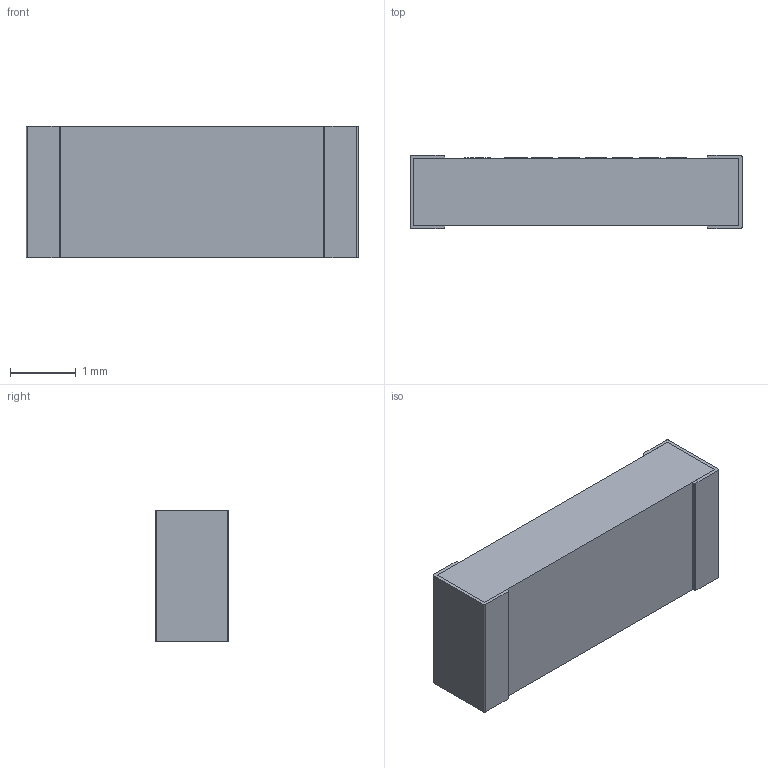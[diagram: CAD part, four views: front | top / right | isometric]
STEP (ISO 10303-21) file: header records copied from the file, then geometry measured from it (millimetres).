
FILE_DESCRIPTION (( 'STEP AP214' ), '1' );
FILE_NAME ('AN2051.STEP', '2023-03-25T10:20:43', ( '' ), ( '' ), 'SwSTEP 2.0', 'SolidWorks 2021', '' );
FILE_SCHEMA (( 'AUTOMOTIVE_DESIGN' ));
Length unit declared in the file: millimetre
Products named in the file (1): AN2051
Bounding box: 5.05 x 1.12 x 2 mm (x, y, z)
Volume: 10.5 mm3; surface area: 52.7 mm2
Topology: 12 solids, 12 shells, 153 faces, 387 edges, 258 vertices
Faces by surface type: plane 99, bspline 44, cylinder 10
Entity records: 8313 total; most frequent: CARTESIAN_POINT 3075, ORIENTED_EDGE 774, DIRECTION 539, EDGE_CURVE 387, LINE 279, VECTOR 279, VERTEX_POINT 258, UNCERTAINTY_MEASURE_WITH_UNIT 167
